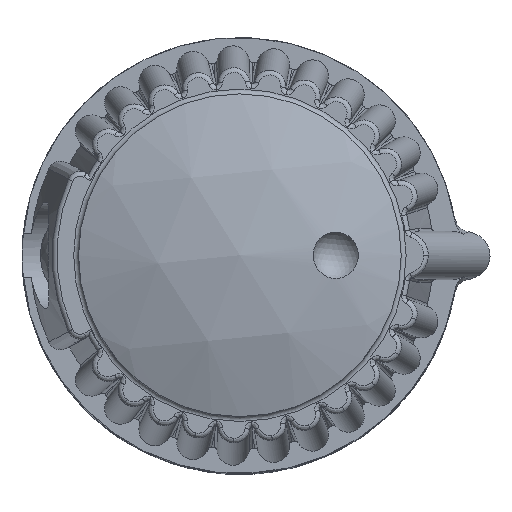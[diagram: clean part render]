
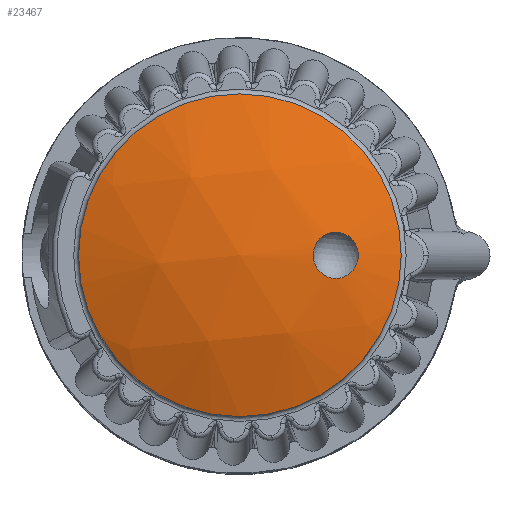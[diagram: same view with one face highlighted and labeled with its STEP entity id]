
A CAD part, top view. The second image highlights one B-rep face of the part: STEP entity #23467.
In plain terms, the highlighted spherical face has radius 13 mm.
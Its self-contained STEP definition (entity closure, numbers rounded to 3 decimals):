
#761 = EDGE_LOOP ( 'NONE', ( #10726 ) ) ;
#861 = CIRCLE ( 'NONE', #7353, 5. ) ;
#2408 = ORIENTED_EDGE ( 'NONE', *, *, #4030, .F. ) ;
#3478 = CIRCLE ( 'NONE', #5469, 0.718 ) ;
#4030 = EDGE_CURVE ( 'NONE', #8892, #8892, #861, .T. ) ;
#4507 = SPHERICAL_SURFACE ( 'NONE', #20222, 13. ) ;
#5469 = AXIS2_PLACEMENT_3D ( 'NONE', #22054, #16320, #8837 ) ;
#6876 = FACE_BOUND ( 'NONE', #761, .T. ) ;
#7353 = AXIS2_PLACEMENT_3D ( 'NONE', #19503, #21145, #9811 ) ;
#8837 = DIRECTION ( 'NONE',  ( 0., -0.973, -0.229 ) ) ;
#8892 = VERTEX_POINT ( 'NONE', #13558 ) ;
#9811 = DIRECTION ( 'NONE',  ( -1., 0., 0. ) ) ;
#10726 = ORIENTED_EDGE ( 'NONE', *, *, #17607, .T. ) ;
#13558 = CARTESIAN_POINT ( 'NONE',  ( -5., 0., 5.5 ) ) ;
#15612 = CARTESIAN_POINT ( 'NONE',  ( 0., -3.669, 5.972 ) ) ;
#16320 = DIRECTION ( 'NONE',  ( 0., 0.229, -0.973 ) ) ;
#16484 = DIRECTION ( 'NONE',  ( -0.995, -0.1, 0. ) ) ;
#16648 = CARTESIAN_POINT ( 'NONE',  ( 0., 0., -6.5 ) ) ;
#17363 = FACE_OUTER_BOUND ( 'NONE', #18037, .T. ) ;
#17607 = EDGE_CURVE ( 'NONE', #19938, #19938, #3478, .T. ) ;
#18037 = EDGE_LOOP ( 'NONE', ( #2408 ) ) ;
#19503 = CARTESIAN_POINT ( 'NONE',  ( 0., 0., 5.5 ) ) ;
#19938 = VERTEX_POINT ( 'NONE', #15612 ) ;
#20222 = AXIS2_PLACEMENT_3D ( 'NONE', #16648, #16484, #22131 ) ;
#21145 = DIRECTION ( 'NONE',  ( 0., 0., -1. ) ) ;
#22054 = CARTESIAN_POINT ( 'NONE',  ( 0., -2.969, 6.136 ) ) ;
#22131 = DIRECTION ( 'NONE',  ( 0.1, -0.995, 0. ) ) ;
#23467 = ADVANCED_FACE ( 'NONE', ( #17363, #6876 ), #4507, .T. ) ;
